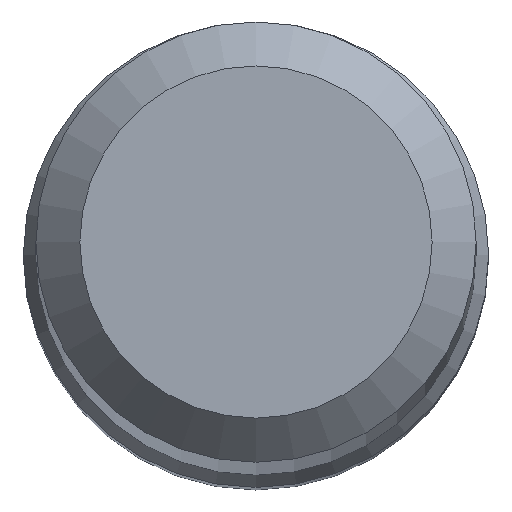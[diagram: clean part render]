
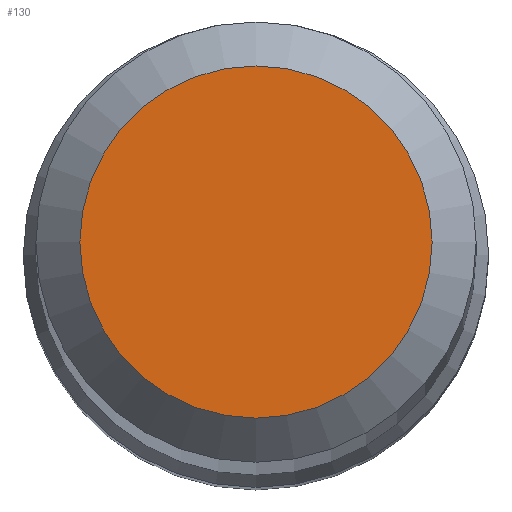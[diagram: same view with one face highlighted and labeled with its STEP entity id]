
A CAD part, top view. The second image highlights one B-rep face of the part: STEP entity #130.
In plain terms, the highlighted planar face has unit normal (0, 0, 1).
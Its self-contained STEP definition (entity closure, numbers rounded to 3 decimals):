
#33 = PLANE ( 'NONE',  #49 ) ;
#49 = AXIS2_PLACEMENT_3D ( 'NONE', #216, #123, #181 ) ;
#52 = CARTESIAN_POINT ( 'NONE',  ( 0., 0., 80. ) ) ;
#77 = ORIENTED_EDGE ( 'NONE', *, *, #227, .F. ) ;
#95 = EDGE_LOOP ( 'NONE', ( #77 ) ) ;
#97 = VERTEX_POINT ( 'NONE', #195 ) ;
#105 = DIRECTION ( 'NONE',  ( 0., 1., 0. ) ) ;
#123 = DIRECTION ( 'NONE',  ( 0., 0., 1. ) ) ;
#130 = ADVANCED_FACE ( 'NONE', ( #165 ), #33, .T. ) ;
#151 = CIRCLE ( 'NONE', #231, 1.6 ) ;
#165 = FACE_OUTER_BOUND ( 'NONE', #95, .T. ) ;
#181 = DIRECTION ( 'NONE',  ( 0., -1., 0. ) ) ;
#195 = CARTESIAN_POINT ( 'NONE',  ( 0., 1.6, 80. ) ) ;
#216 = CARTESIAN_POINT ( 'NONE',  ( 0., 0., 80. ) ) ;
#227 = EDGE_CURVE ( 'NONE', #97, #97, #151, .T. ) ;
#231 = AXIS2_PLACEMENT_3D ( 'NONE', #52, #232, #105 ) ;
#232 = DIRECTION ( 'NONE',  ( 0., 0., -1. ) ) ;
